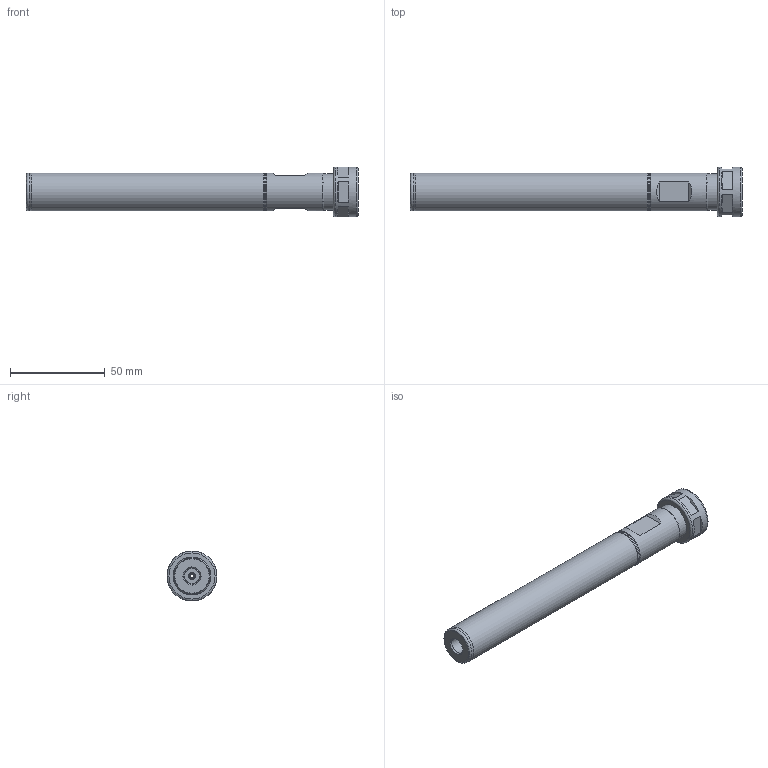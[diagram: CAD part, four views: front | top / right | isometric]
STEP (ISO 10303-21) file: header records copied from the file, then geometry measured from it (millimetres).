
FILE_DESCRIPTION((''),'2;1');
FILE_NAME('040012009175-3D.stp','2021-10-07T13:29:12',('nttooll'),(''),'Autodesk Inventor 2012','Autodesk Inventor 2012','');
FILE_SCHEMA(('AUTOMOTIVE_DESIGN { 1 0 10303 214 1 1 1 1 }'));
Length unit declared in the file: millimetre
Products named in the file (1): 040012009175-3D
Bounding box: 175 x 26.3 x 26.3 mm (x, y, z)
Volume: 44495.8 mm3; surface area: 18172.6 mm2
Topology: 1 solids, 1 shells, 82 faces, 150 edges, 92 vertices
Faces by surface type: plane 41, cylinder 21, cone 15, torus 5
Full cylindrical faces by diameter (mm): 1.7 x1, 3 x1, 3.5 x1, 5.5 x1, 7 x1, 7.787 x1, 8.5 x1, 8.8 x1, 9.3 x1, 10 x2, 10.5 x1, 13 x1, 13.5 x1, 15.5 x1, 19 x2, 19.6 x1, 20 x2, 26.3 x1
Entity records: 1818 total; most frequent: DIRECTION 346, CARTESIAN_POINT 279, ORIENTED_EDGE 212, AXIS2_PLACEMENT_3D 157, EDGE_LOOP 148, EDGE_CURVE 106, VERTEX_POINT 90, FACE_OUTER_BOUND 82
